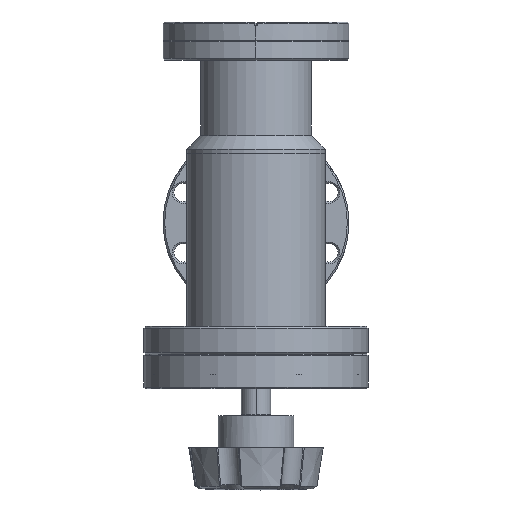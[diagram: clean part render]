
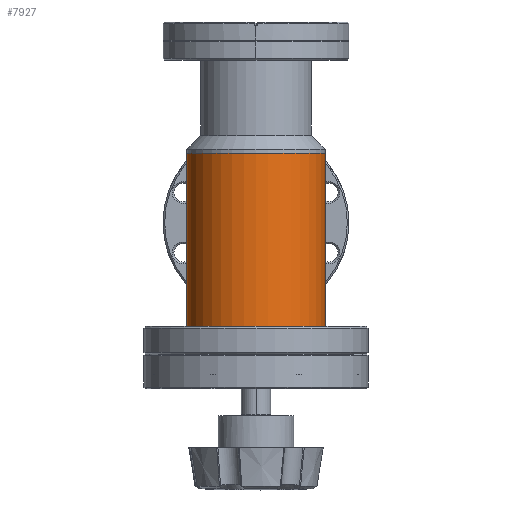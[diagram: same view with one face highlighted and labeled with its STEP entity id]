
A CAD part, front view. The second image highlights one B-rep face of the part: STEP entity #7927.
In plain terms, the highlighted cylindrical face has radius 31.75 mm (diameter 63.5 mm), a partial arc.
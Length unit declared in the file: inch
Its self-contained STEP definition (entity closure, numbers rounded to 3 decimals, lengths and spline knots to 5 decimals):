
#1585 = AXIS2_PLACEMENT_3D ( 'NONE', #10422, #1804, #11910 ) ;
#1804 = DIRECTION ( 'NONE',  ( 0., 0., 1. ) ) ;
#2222 = CARTESIAN_POINT ( 'NONE',  ( -1.25, 0., 0. ) ) ;
#2756 = AXIS2_PLACEMENT_3D ( 'NONE', #11788, #3097, #13258 ) ;
#3097 = DIRECTION ( 'NONE',  ( 0., 0., -1. ) ) ;
#3841 = VECTOR ( 'NONE', #7877, 39.37008 ) ;
#4399 = VERTEX_POINT ( 'NONE', #15880 ) ;
#4529 = EDGE_CURVE ( 'NONE', #11958, #4399, #5064, .T. ) ;
#4636 = VECTOR ( 'NONE', #15954, 39.37008 ) ;
#5064 = LINE ( 'NONE', #15745, #4636 ) ;
#5251 = CARTESIAN_POINT ( 'NONE',  ( 0., 0., -3.185 ) ) ;
#5313 = VERTEX_POINT ( 'NONE', #6503 ) ;
#5338 = DIRECTION ( 'NONE',  ( 1., 0., 0. ) ) ;
#5510 = DIRECTION ( 'NONE',  ( 0., 0., 1. ) ) ;
#6475 = ORIENTED_EDGE ( 'NONE', *, *, #10243, .F. ) ;
#6503 = CARTESIAN_POINT ( 'NONE',  ( -1.25, 0., -3.165 ) ) ;
#7312 = ORIENTED_EDGE ( 'NONE', *, *, #4529, .T. ) ;
#7725 = CYLINDRICAL_SURFACE ( 'NONE', #16391, 1.25 ) ;
#7877 = DIRECTION ( 'NONE',  ( 0., 0., 1. ) ) ;
#7927 = ADVANCED_FACE ( 'NONE', ( #15464 ), #7725, .T. ) ;
#9779 = ORIENTED_EDGE ( 'NONE', *, *, #17592, .T. ) ;
#10138 = EDGE_CURVE ( 'NONE', #5313, #11958, #12951, .T. ) ;
#10243 = EDGE_CURVE ( 'NONE', #5313, #17734, #11104, .T. ) ;
#10422 = CARTESIAN_POINT ( 'NONE',  ( 0., 0., -3.165 ) ) ;
#11104 = LINE ( 'NONE', #17882, #3841 ) ;
#11735 = ORIENTED_EDGE ( 'NONE', *, *, #10138, .T. ) ;
#11788 = CARTESIAN_POINT ( 'NONE',  ( 0., 0., 0. ) ) ;
#11910 = DIRECTION ( 'NONE',  ( 1., 0., 0. ) ) ;
#11958 = VERTEX_POINT ( 'NONE', #13240 ) ;
#12464 = EDGE_LOOP ( 'NONE', ( #6475, #11735, #7312, #9779 ) ) ;
#12951 = CIRCLE ( 'NONE', #1585, 1.25 ) ;
#13240 = CARTESIAN_POINT ( 'NONE',  ( 1.25, 0., -3.165 ) ) ;
#13258 = DIRECTION ( 'NONE',  ( 1., 0., 0. ) ) ;
#15344 = CIRCLE ( 'NONE', #2756, 1.25 ) ;
#15464 = FACE_OUTER_BOUND ( 'NONE', #12464, .T. ) ;
#15745 = CARTESIAN_POINT ( 'NONE',  ( 1.25, 0., -3.185 ) ) ;
#15880 = CARTESIAN_POINT ( 'NONE',  ( 1.25, 0., 0. ) ) ;
#15954 = DIRECTION ( 'NONE',  ( 0., 0., 1. ) ) ;
#16391 = AXIS2_PLACEMENT_3D ( 'NONE', #5251, #5510, #5338 ) ;
#17592 = EDGE_CURVE ( 'NONE', #4399, #17734, #15344, .T. ) ;
#17734 = VERTEX_POINT ( 'NONE', #2222 ) ;
#17882 = CARTESIAN_POINT ( 'NONE',  ( -1.25, 0., -3.185 ) ) ;
